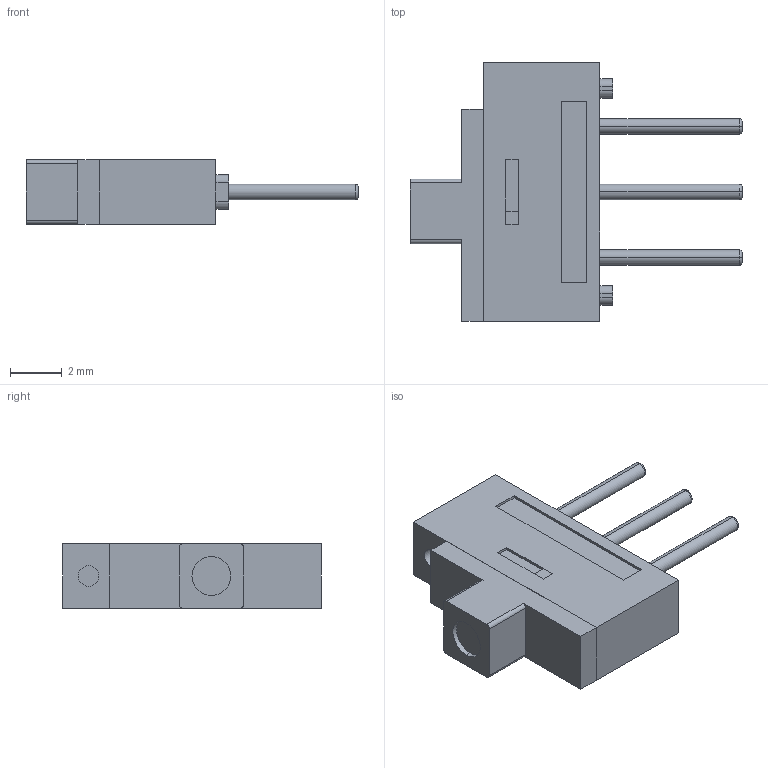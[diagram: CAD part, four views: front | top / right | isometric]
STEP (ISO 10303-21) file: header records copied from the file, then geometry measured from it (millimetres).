
FILE_DESCRIPTION (( 'STEP AP214' ), '1' );
FILE_NAME ('09.03290.01.STEP', '2021-11-12T15:06:51', ( '' ), ( '' ), 'SwSTEP 2.0', 'SolidWorks 2018', '' );
FILE_SCHEMA (( 'AUTOMOTIVE_DESIGN' ));
Length unit declared in the file: millimetre
Products named in the file (1): 09.03290.01
Bounding box: 12.85 x 10 x 2.5 mm (x, y, z)
Volume: 137.1 mm3; surface area: 348.6 mm2
Topology: 5 solids, 5 shells, 103 faces, 240 edges, 158 vertices
Faces by surface type: plane 73, cylinder 24, torus 6
Entity records: 3004 total; most frequent: DIRECTION 508, CARTESIAN_POINT 502, ORIENTED_EDGE 480, EDGE_CURVE 240, LINE 180, VECTOR 180, AXIS2_PLACEMENT_3D 164, VERTEX_POINT 158
